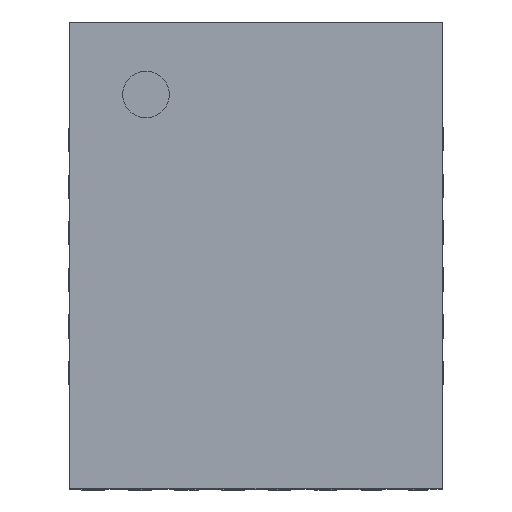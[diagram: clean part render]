
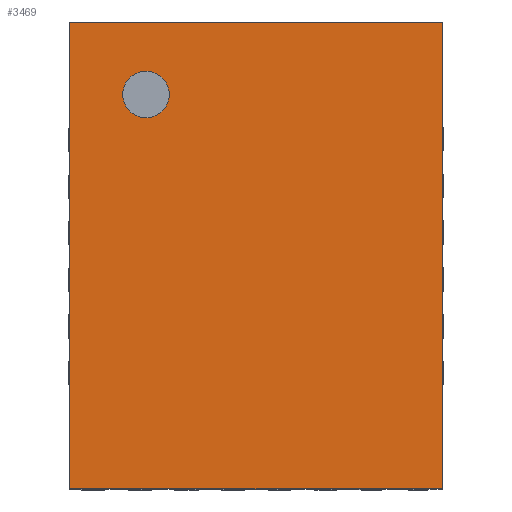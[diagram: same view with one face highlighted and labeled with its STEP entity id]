
A CAD part, top view. The second image highlights one B-rep face of the part: STEP entity #3469.
In plain terms, the highlighted planar face has unit normal (0, 0, 1).
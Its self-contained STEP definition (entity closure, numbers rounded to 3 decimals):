
#2559=CARTESIAN_POINT('',(-2.,2.5,0.75));
#2560=VERTEX_POINT('',#2559);
#2567=CARTESIAN_POINT('',(2.,2.5,0.75));
#2568=VERTEX_POINT('',#2567);
#2569=CARTESIAN_POINT('',(-2.,2.5,0.75));
#2570=DIRECTION('',(1.,0.,0.));
#2571=VECTOR('',#2570,4.);
#2572=LINE('',#2569,#2571);
#2573=EDGE_CURVE('',#2560,#2568,#2572,.T.);
#2969=CARTESIAN_POINT('',(-2.,-2.5,0.75));
#2970=VERTEX_POINT('',#2969);
#2977=CARTESIAN_POINT('',(-2.,-2.5,0.75));
#2978=DIRECTION('',(0.,1.,0.));
#2979=VECTOR('',#2978,5.);
#2980=LINE('',#2977,#2979);
#2981=EDGE_CURVE('',#2970,#2560,#2980,.T.);
#3117=CARTESIAN_POINT('',(2.,-2.5,0.75));
#3118=VERTEX_POINT('',#3117);
#3125=CARTESIAN_POINT('',(2.,-2.5,0.75));
#3126=DIRECTION('',(-1.,-0.,0.));
#3127=VECTOR('',#3126,4.);
#3128=LINE('',#3125,#3127);
#3129=EDGE_CURVE('',#3118,#2970,#3128,.T.);
#3328=CARTESIAN_POINT('',(2.,2.5,0.75));
#3329=DIRECTION('',(0.,-1.,0.));
#3330=VECTOR('',#3329,5.);
#3331=LINE('',#3328,#3330);
#3332=EDGE_CURVE('',#2568,#3118,#3331,.T.);
#3447=CARTESIAN_POINT('',(0.,0.,0.75));
#3448=DIRECTION('',(0.,0.,1.));
#3449=DIRECTION('',(1.,0.,0.));
#3450=AXIS2_PLACEMENT_3D('',#3447,#3448,#3449);
#3451=PLANE('',#3450);
#3452=CARTESIAN_POINT('',(-0.93,1.732,0.75));
#3453=VERTEX_POINT('',#3452);
#3454=CARTESIAN_POINT('',(-1.18,1.732,0.75));
#3455=DIRECTION('',(0.,0.,1.));
#3456=DIRECTION('',(1.,0.,-0.));
#3457=AXIS2_PLACEMENT_3D('',#3454,#3455,#3456);
#3458=CIRCLE('',#3457,0.25);
#3459=EDGE_CURVE('',#3453,#3453,#3458,.T.);
#3460=ORIENTED_EDGE('',*,*,#3459,.F.);
#3461=EDGE_LOOP('',(#3460));
#3462=FACE_BOUND('',#3461,.T.);
#3463=ORIENTED_EDGE('',*,*,#2573,.F.);
#3464=ORIENTED_EDGE('',*,*,#2981,.F.);
#3465=ORIENTED_EDGE('',*,*,#3129,.F.);
#3466=ORIENTED_EDGE('',*,*,#3332,.F.);
#3467=EDGE_LOOP('',(#3463,#3464,#3465,#3466));
#3468=FACE_BOUND('',#3467,.T.);
#3469=ADVANCED_FACE('',(#3462,#3468),#3451,.T.);
